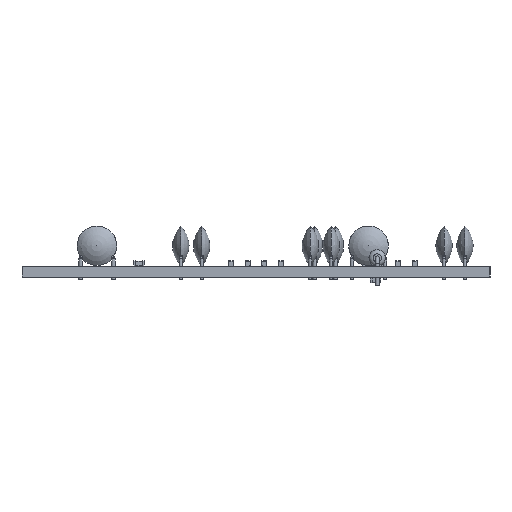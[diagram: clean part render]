
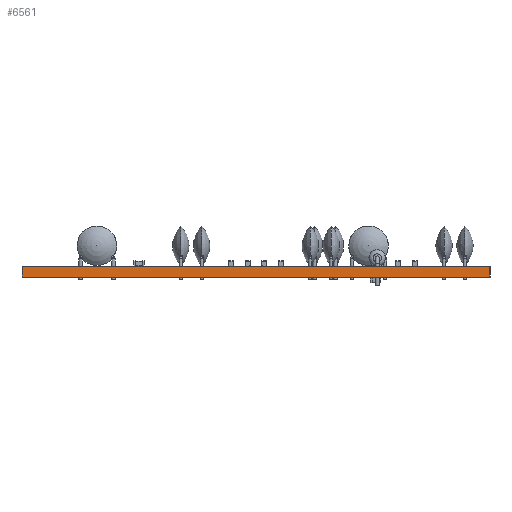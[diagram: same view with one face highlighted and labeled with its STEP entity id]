
A CAD part, left-side view. The second image highlights one B-rep face of the part: STEP entity #6561.
In plain terms, the highlighted planar face has unit normal (-1, 0, 0).
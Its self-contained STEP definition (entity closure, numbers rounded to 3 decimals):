
#6445 = EDGE_CURVE('',#6446,#6448,#6450,.T.);
#6446 = VERTEX_POINT('',#6447);
#6447 = CARTESIAN_POINT('',(69.85,-76.2,0.));
#6448 = VERTEX_POINT('',#6449);
#6449 = CARTESIAN_POINT('',(69.85,-76.2,1.6));
#6450 = SURFACE_CURVE('',#6451,(#6455,#6467),.PCURVE_S1.);
#6451 = LINE('',#6452,#6453);
#6452 = CARTESIAN_POINT('',(69.85,-76.2,0.));
#6453 = VECTOR('',#6454,1.);
#6454 = DIRECTION('',(0.,0.,1.));
#6455 = PCURVE('',#6456,#6461);
#6456 = PLANE('',#6457);
#6457 = AXIS2_PLACEMENT_3D('',#6458,#6459,#6460);
#6458 = CARTESIAN_POINT('',(69.85,-76.2,0.));
#6459 = DIRECTION('',(0.,1.,0.));
#6460 = DIRECTION('',(1.,0.,0.));
#6461 = DEFINITIONAL_REPRESENTATION('',(#6462),#6466);
#6462 = LINE('',#6463,#6464);
#6463 = CARTESIAN_POINT('',(0.,0.));
#6464 = VECTOR('',#6465,1.);
#6465 = DIRECTION('',(0.,-1.));
#6466 = ( GEOMETRIC_REPRESENTATION_CONTEXT(2) 
PARAMETRIC_REPRESENTATION_CONTEXT() REPRESENTATION_CONTEXT('2D SPACE',''
  ) );
#6467 = PCURVE('',#6468,#6473);
#6468 = PLANE('',#6469);
#6469 = AXIS2_PLACEMENT_3D('',#6470,#6471,#6472);
#6470 = CARTESIAN_POINT('',(69.85,-147.32,0.));
#6471 = DIRECTION('',(-1.,0.,0.));
#6472 = DIRECTION('',(0.,1.,0.));
#6473 = DEFINITIONAL_REPRESENTATION('',(#6474),#6478);
#6474 = LINE('',#6475,#6476);
#6475 = CARTESIAN_POINT('',(71.12,0.));
#6476 = VECTOR('',#6477,1.);
#6477 = DIRECTION('',(0.,-1.));
#6478 = ( GEOMETRIC_REPRESENTATION_CONTEXT(2) 
PARAMETRIC_REPRESENTATION_CONTEXT() REPRESENTATION_CONTEXT('2D SPACE',''
  ) );
#6496 = PLANE('',#6497);
#6497 = AXIS2_PLACEMENT_3D('',#6498,#6499,#6500);
#6498 = CARTESIAN_POINT('',(120.015,-111.76,1.6));
#6499 = DIRECTION('',(0.,0.,-1.));
#6500 = DIRECTION('',(-1.,0.,0.));
#6550 = PLANE('',#6551);
#6551 = AXIS2_PLACEMENT_3D('',#6552,#6553,#6554);
#6552 = CARTESIAN_POINT('',(120.015,-111.76,0.));
#6553 = DIRECTION('',(0.,0.,-1.));
#6554 = DIRECTION('',(-1.,0.,0.));
#6561 = ADVANCED_FACE('',(#6562),#6468,.T.);
#6562 = FACE_BOUND('',#6563,.T.);
#6563 = EDGE_LOOP('',(#6564,#6594,#6615,#6616));
#6564 = ORIENTED_EDGE('',*,*,#6565,.T.);
#6565 = EDGE_CURVE('',#6566,#6568,#6570,.T.);
#6566 = VERTEX_POINT('',#6567);
#6567 = CARTESIAN_POINT('',(69.85,-147.32,0.));
#6568 = VERTEX_POINT('',#6569);
#6569 = CARTESIAN_POINT('',(69.85,-147.32,1.6));
#6570 = SURFACE_CURVE('',#6571,(#6575,#6582),.PCURVE_S1.);
#6571 = LINE('',#6572,#6573);
#6572 = CARTESIAN_POINT('',(69.85,-147.32,0.));
#6573 = VECTOR('',#6574,1.);
#6574 = DIRECTION('',(0.,0.,1.));
#6575 = PCURVE('',#6468,#6576);
#6576 = DEFINITIONAL_REPRESENTATION('',(#6577),#6581);
#6577 = LINE('',#6578,#6579);
#6578 = CARTESIAN_POINT('',(0.,0.));
#6579 = VECTOR('',#6580,1.);
#6580 = DIRECTION('',(0.,-1.));
#6581 = ( GEOMETRIC_REPRESENTATION_CONTEXT(2) 
PARAMETRIC_REPRESENTATION_CONTEXT() REPRESENTATION_CONTEXT('2D SPACE',''
  ) );
#6582 = PCURVE('',#6583,#6588);
#6583 = PLANE('',#6584);
#6584 = AXIS2_PLACEMENT_3D('',#6585,#6586,#6587);
#6585 = CARTESIAN_POINT('',(170.18,-147.32,0.));
#6586 = DIRECTION('',(0.,-1.,0.));
#6587 = DIRECTION('',(-1.,0.,0.));
#6588 = DEFINITIONAL_REPRESENTATION('',(#6589),#6593);
#6589 = LINE('',#6590,#6591);
#6590 = CARTESIAN_POINT('',(100.33,0.));
#6591 = VECTOR('',#6592,1.);
#6592 = DIRECTION('',(0.,-1.));
#6593 = ( GEOMETRIC_REPRESENTATION_CONTEXT(2) 
PARAMETRIC_REPRESENTATION_CONTEXT() REPRESENTATION_CONTEXT('2D SPACE',''
  ) );
#6594 = ORIENTED_EDGE('',*,*,#6595,.T.);
#6595 = EDGE_CURVE('',#6568,#6448,#6596,.T.);
#6596 = SURFACE_CURVE('',#6597,(#6601,#6608),.PCURVE_S1.);
#6597 = LINE('',#6598,#6599);
#6598 = CARTESIAN_POINT('',(69.85,-147.32,1.6));
#6599 = VECTOR('',#6600,1.);
#6600 = DIRECTION('',(0.,1.,0.));
#6601 = PCURVE('',#6468,#6602);
#6602 = DEFINITIONAL_REPRESENTATION('',(#6603),#6607);
#6603 = LINE('',#6604,#6605);
#6604 = CARTESIAN_POINT('',(0.,-1.6));
#6605 = VECTOR('',#6606,1.);
#6606 = DIRECTION('',(1.,0.));
#6607 = ( GEOMETRIC_REPRESENTATION_CONTEXT(2) 
PARAMETRIC_REPRESENTATION_CONTEXT() REPRESENTATION_CONTEXT('2D SPACE',''
  ) );
#6608 = PCURVE('',#6496,#6609);
#6609 = DEFINITIONAL_REPRESENTATION('',(#6610),#6614);
#6610 = LINE('',#6611,#6612);
#6611 = CARTESIAN_POINT('',(50.165,-35.56));
#6612 = VECTOR('',#6613,1.);
#6613 = DIRECTION('',(0.,1.));
#6614 = ( GEOMETRIC_REPRESENTATION_CONTEXT(2) 
PARAMETRIC_REPRESENTATION_CONTEXT() REPRESENTATION_CONTEXT('2D SPACE',''
  ) );
#6615 = ORIENTED_EDGE('',*,*,#6445,.F.);
#6616 = ORIENTED_EDGE('',*,*,#6617,.F.);
#6617 = EDGE_CURVE('',#6566,#6446,#6618,.T.);
#6618 = SURFACE_CURVE('',#6619,(#6623,#6630),.PCURVE_S1.);
#6619 = LINE('',#6620,#6621);
#6620 = CARTESIAN_POINT('',(69.85,-147.32,0.));
#6621 = VECTOR('',#6622,1.);
#6622 = DIRECTION('',(0.,1.,0.));
#6623 = PCURVE('',#6468,#6624);
#6624 = DEFINITIONAL_REPRESENTATION('',(#6625),#6629);
#6625 = LINE('',#6626,#6627);
#6626 = CARTESIAN_POINT('',(0.,0.));
#6627 = VECTOR('',#6628,1.);
#6628 = DIRECTION('',(1.,0.));
#6629 = ( GEOMETRIC_REPRESENTATION_CONTEXT(2) 
PARAMETRIC_REPRESENTATION_CONTEXT() REPRESENTATION_CONTEXT('2D SPACE',''
  ) );
#6630 = PCURVE('',#6550,#6631);
#6631 = DEFINITIONAL_REPRESENTATION('',(#6632),#6636);
#6632 = LINE('',#6633,#6634);
#6633 = CARTESIAN_POINT('',(50.165,-35.56));
#6634 = VECTOR('',#6635,1.);
#6635 = DIRECTION('',(0.,1.));
#6636 = ( GEOMETRIC_REPRESENTATION_CONTEXT(2) 
PARAMETRIC_REPRESENTATION_CONTEXT() REPRESENTATION_CONTEXT('2D SPACE',''
  ) );
